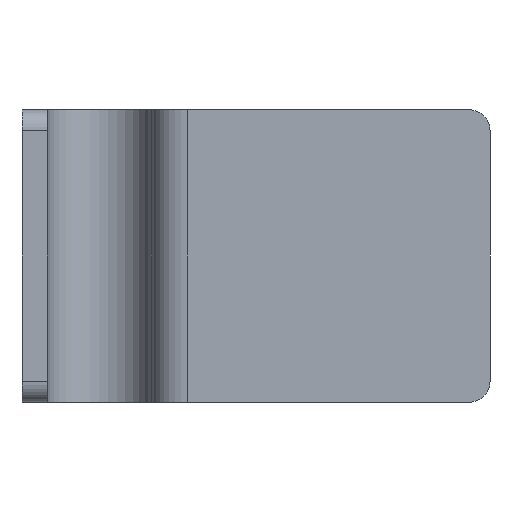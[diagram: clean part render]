
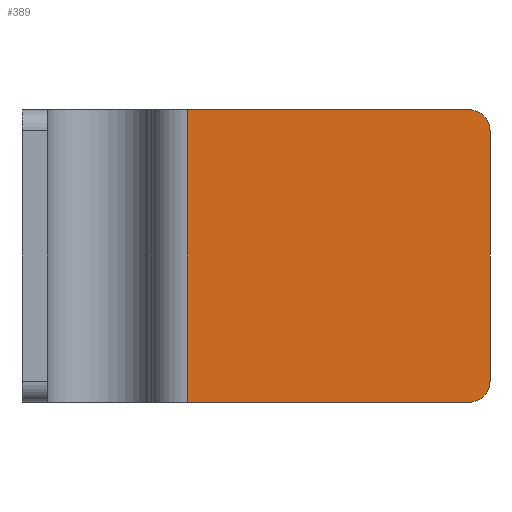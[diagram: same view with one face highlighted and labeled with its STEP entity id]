
A CAD part, front view. The second image highlights one B-rep face of the part: STEP entity #389.
In plain terms, the highlighted planar face has unit normal (0, -1, 0).
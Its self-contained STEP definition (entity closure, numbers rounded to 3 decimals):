
#23=FACE_OUTER_BOUND('',#49,.T.);
#49=EDGE_LOOP('',(#259,#260,#261,#262,#263,#264));
#75=LINE('',#609,#115);
#76=LINE('',#611,#116);
#77=LINE('',#613,#117);
#78=LINE('',#616,#118);
#115=VECTOR('',#483,13.5);
#116=VECTOR('',#484,14.);
#117=VECTOR('',#485,13.5);
#118=VECTOR('',#488,12.);
#155=CIRCLE('',#436,1.);
#156=CIRCLE('',#437,1.);
#171=VERTEX_POINT('',#605);
#172=VERTEX_POINT('',#606);
#173=VERTEX_POINT('',#608);
#174=VERTEX_POINT('',#610);
#175=VERTEX_POINT('',#612);
#176=VERTEX_POINT('',#614);
#203=EDGE_CURVE('',#171,#172,#155,.T.);
#204=EDGE_CURVE('',#173,#172,#75,.T.);
#205=EDGE_CURVE('',#174,#173,#76,.T.);
#206=EDGE_CURVE('',#174,#175,#77,.T.);
#207=EDGE_CURVE('',#175,#176,#156,.T.);
#208=EDGE_CURVE('',#176,#171,#78,.T.);
#259=ORIENTED_EDGE('',*,*,#203,.T.);
#260=ORIENTED_EDGE('',*,*,#204,.F.);
#261=ORIENTED_EDGE('',*,*,#205,.F.);
#262=ORIENTED_EDGE('',*,*,#206,.T.);
#263=ORIENTED_EDGE('',*,*,#207,.T.);
#264=ORIENTED_EDGE('',*,*,#208,.T.);
#371=PLANE('',#435);
#389=ADVANCED_FACE('',(#23),#371,.T.);
#435=AXIS2_PLACEMENT_3D('',#604,#479,#480);
#436=AXIS2_PLACEMENT_3D('',#607,#481,#482);
#437=AXIS2_PLACEMENT_3D('',#615,#486,#487);
#479=DIRECTION('center_axis',(0.,-1.,0.));
#480=DIRECTION('ref_axis',(1.,0.,0.));
#481=DIRECTION('center_axis',(0.,-1.,0.));
#482=DIRECTION('ref_axis',(1.,0.,0.));
#483=DIRECTION('',(1.,0.,0.));
#484=DIRECTION('',(0.,0.,1.));
#485=DIRECTION('',(1.,0.,0.));
#486=DIRECTION('center_axis',(0.,-1.,0.));
#487=DIRECTION('ref_axis',(0.,0.,-1.));
#488=DIRECTION('',(0.,0.,1.));
#604=CARTESIAN_POINT('Origin',(5.,0.,-7.));
#605=CARTESIAN_POINT('',(21.2,0.,6.));
#606=CARTESIAN_POINT('',(20.2,0.,7.));
#607=CARTESIAN_POINT('Origin',(20.2,0.,6.));
#608=CARTESIAN_POINT('',(6.7,0.,7.));
#609=CARTESIAN_POINT('',(6.7,0.,7.));
#610=CARTESIAN_POINT('',(6.7,0.,-7.));
#611=CARTESIAN_POINT('',(6.7,0.,-7.));
#612=CARTESIAN_POINT('',(20.2,0.,-7.));
#613=CARTESIAN_POINT('',(6.7,0.,-7.));
#614=CARTESIAN_POINT('',(21.2,0.,-6.));
#615=CARTESIAN_POINT('Origin',(20.2,0.,-6.));
#616=CARTESIAN_POINT('',(21.2,0.,-6.));
